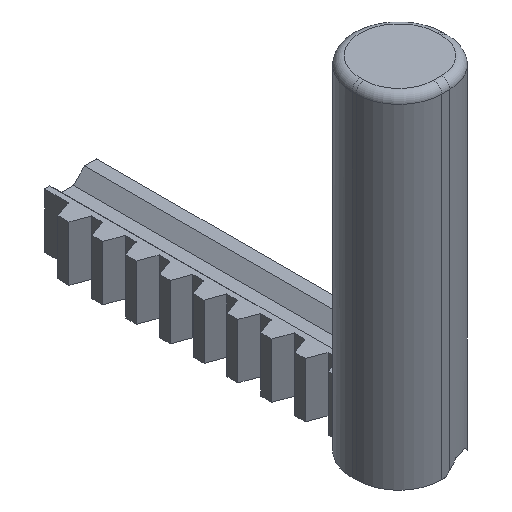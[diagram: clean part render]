
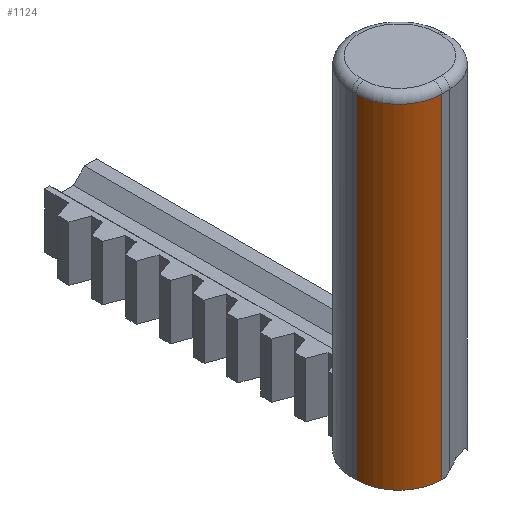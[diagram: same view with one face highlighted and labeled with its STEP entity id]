
A CAD part, isometric view. The second image highlights one B-rep face of the part: STEP entity #1124.
In plain terms, the highlighted cylindrical face has radius 5.3 mm (diameter 10.6 mm), a partial arc.
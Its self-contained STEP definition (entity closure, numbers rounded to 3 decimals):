
#94=FACE_OUTER_BOUND('',#153,.T.);
#153=EDGE_LOOP('',(#912,#913,#914,#915));
#198=LINE('',#1613,#340);
#272=LINE('',#1783,#414);
#340=VECTOR('',#1311,10.);
#414=VECTOR('',#1439,10.);
#481=CIRCLE('',#1192,5.3);
#492=CIRCLE('',#1225,5.3);
#500=VERTEX_POINT('',#1589);
#502=VERTEX_POINT('',#1595);
#506=VERTEX_POINT('',#1611);
#550=VERTEX_POINT('',#1728);
#612=EDGE_CURVE('',#502,#500,#481,.T.);
#621=EDGE_CURVE('',#502,#506,#198,.T.);
#679=EDGE_CURVE('',#506,#550,#492,.T.);
#706=EDGE_CURVE('',#550,#500,#272,.T.);
#912=ORIENTED_EDGE('',*,*,#612,.F.);
#913=ORIENTED_EDGE('',*,*,#621,.T.);
#914=ORIENTED_EDGE('',*,*,#679,.T.);
#915=ORIENTED_EDGE('',*,*,#706,.T.);
#1101=CYLINDRICAL_SURFACE('',#1226,5.3);
#1124=ADVANCED_FACE('',(#94),#1101,.T.);
#1192=AXIS2_PLACEMENT_3D('',#1597,#1291,#1292);
#1225=AXIS2_PLACEMENT_3D('',#1730,#1409,#1410);
#1226=AXIS2_PLACEMENT_3D('',#1782,#1437,#1438);
#1291=DIRECTION('center_axis',(0.,0.,
1.));
#1292=DIRECTION('ref_axis',(-0.707,-0.707,0.));
#1311=DIRECTION('',(0.,0.,-1.));
#1409=DIRECTION('center_axis',(0.,0.,1.));
#1410=DIRECTION('ref_axis',(-0.707,-0.707,0.));
#1437=DIRECTION('center_axis',(0.,0.,1.));
#1438=DIRECTION('ref_axis',(-0.707,-0.707,0.));
#1439=DIRECTION('',(0.,0.,1.));
#1589=CARTESIAN_POINT('',(2.207,1.,41.415));
#1595=CARTESIAN_POINT('',(-3.093,6.3,41.415));
#1597=CARTESIAN_POINT('Origin',(2.207,6.3,41.415));
#1611=CARTESIAN_POINT('',(-3.093,6.3,0.));
#1613=CARTESIAN_POINT('',(-3.093,6.3,1.186));
#1728=CARTESIAN_POINT('',(2.207,1.,0.));
#1730=CARTESIAN_POINT('Origin',(2.207,6.3,0.));
#1782=CARTESIAN_POINT('Origin',(2.207,6.3,1.186));
#1783=CARTESIAN_POINT('',(2.207,1.,1.186));
